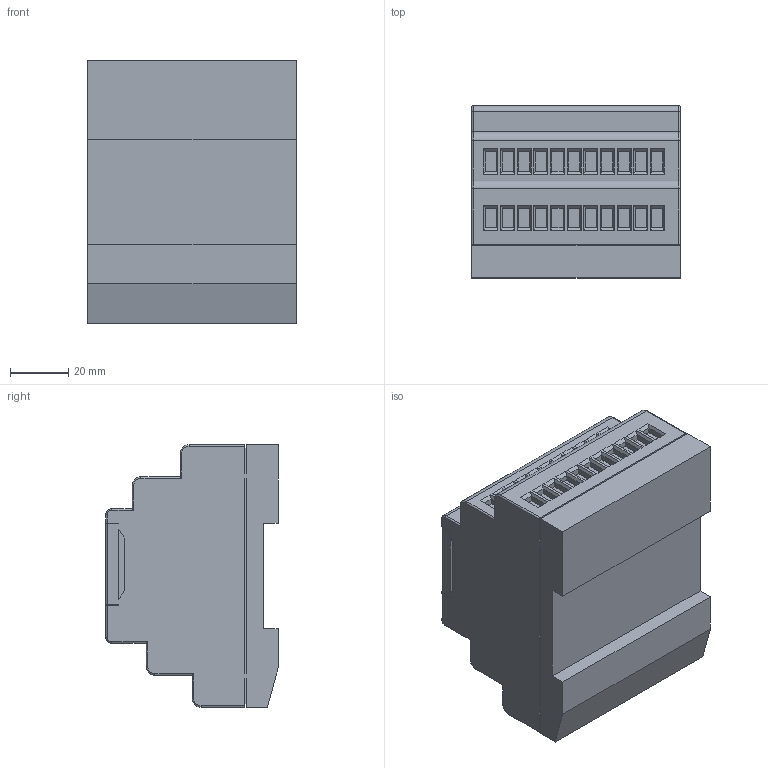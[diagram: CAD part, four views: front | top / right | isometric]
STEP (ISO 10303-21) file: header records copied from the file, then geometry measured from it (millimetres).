
FILE_DESCRIPTION (( 'STEP AP203' ), '1' );
FILE_NAME ('PLR-430-EMD-08D08R-0AC-00.STEP', '2025-06-25T13:48:54', ( '' ), ( '' ), 'SwSTEP 2.0', 'SolidWorks 2022', '' );
FILE_SCHEMA (( 'CONFIG_CONTROL_DESIGN' ));
Length unit declared in the file: millimetre
Products named in the file (1): PLR-430-EMD-08D08R-0AC-00
Bounding box: 71.5 x 59 x 90 mm (x, y, z)
Volume: 299030.7 mm3; surface area: 33791.9 mm2
Topology: 1 solids, 1 shells, 565 faces, 1431 edges, 942 vertices
Faces by surface type: plane 437, cylinder 100, bspline 16, torus 12
Entity records: 16914 total; most frequent: CARTESIAN_POINT 3171, ORIENTED_EDGE 2862, DIRECTION 2687, EDGE_CURVE 1431, VECTOR 1195, LINE 1195, VERTEX_POINT 942, AXIS2_PLACEMENT_3D 746
